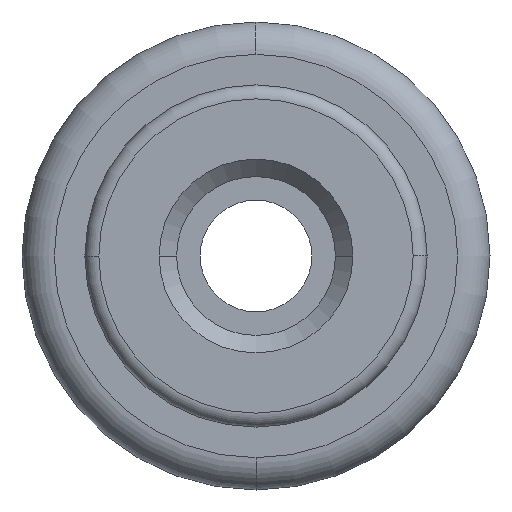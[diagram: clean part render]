
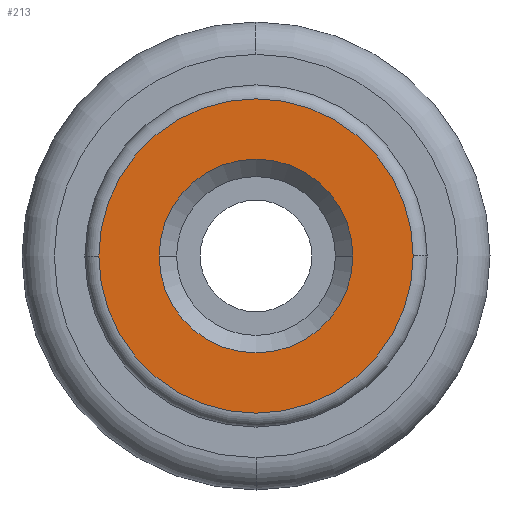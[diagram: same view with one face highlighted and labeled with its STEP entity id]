
A CAD part, front view. The second image highlights one B-rep face of the part: STEP entity #213.
In plain terms, the highlighted planar face has unit normal (0, -1, 0).
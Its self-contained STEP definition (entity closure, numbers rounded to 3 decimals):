
#213=ADVANCED_FACE('',(#468,#469),#470,.T.);
#468=FACE_BOUND('',#755,.T.);
#469=FACE_OUTER_BOUND('',#756,.T.);
#470=PLANE('',#757);
#755=EDGE_LOOP('',(#1303,#1304));
#756=EDGE_LOOP('',(#1305,#1306));
#757=AXIS2_PLACEMENT_3D('',#1307,#1308,#1309);
#1303=ORIENTED_EDGE('',*,*,#1843,.T.);
#1304=ORIENTED_EDGE('',*,*,#1738,.T.);
#1305=ORIENTED_EDGE('',*,*,#1781,.F.);
#1306=ORIENTED_EDGE('',*,*,#1844,.F.);
#1307=CARTESIAN_POINT('',(4.5,0.0,0.0));
#1308=DIRECTION('',(-0.0,-1.0,-0.0));
#1309=DIRECTION('',(-1.0,0.0,0.0));
#1738=EDGE_CURVE('',#2096,#2099,#2101,.T.);
#1781=EDGE_CURVE('',#2166,#2169,#2170,.T.);
#1843=EDGE_CURVE('',#2099,#2096,#2248,.T.);
#1844=EDGE_CURVE('',#2169,#2166,#2249,.T.);
#2096=VERTEX_POINT('',#2527);
#2099=VERTEX_POINT('',#2531);
#2101=CIRCLE('',#2534,5.55);
#2166=VERTEX_POINT('',#2603);
#2169=VERTEX_POINT('',#2607);
#2170=CIRCLE('',#2608,9.0);
#2248=CIRCLE('',#2693,5.55);
#2249=CIRCLE('',#2694,9.0);
#2527=CARTESIAN_POINT('',(5.55,0.0,0.));
#2531=CARTESIAN_POINT('',(-5.55,0.0,0.));
#2534=AXIS2_PLACEMENT_3D('',#3007,#3008,#3009);
#2603=CARTESIAN_POINT('',(9.0,0.0,0.0));
#2607=CARTESIAN_POINT('',(-9.0,0.0,0.));
#2608=AXIS2_PLACEMENT_3D('',#3093,#3094,#3095);
#2693=AXIS2_PLACEMENT_3D('',#3208,#3209,#3210);
#2694=AXIS2_PLACEMENT_3D('',#3211,#3212,#3213);
#3007=CARTESIAN_POINT('',(0.0,0.0,0.0));
#3008=DIRECTION('',(-0.0,1.0,0.0));
#3009=DIRECTION('',(1.0,0.0,0.0));
#3093=CARTESIAN_POINT('',(0.0,0.0,0.0));
#3094=DIRECTION('',(-0.0,1.0,0.0));
#3095=DIRECTION('',(1.0,0.0,0.0));
#3208=CARTESIAN_POINT('',(0.0,0.0,0.0));
#3209=DIRECTION('',(-0.0,1.0,0.0));
#3210=DIRECTION('',(1.0,0.0,0.0));
#3211=CARTESIAN_POINT('',(0.0,0.0,0.0));
#3212=DIRECTION('',(-0.0,1.0,0.0));
#3213=DIRECTION('',(1.0,0.0,0.0));
